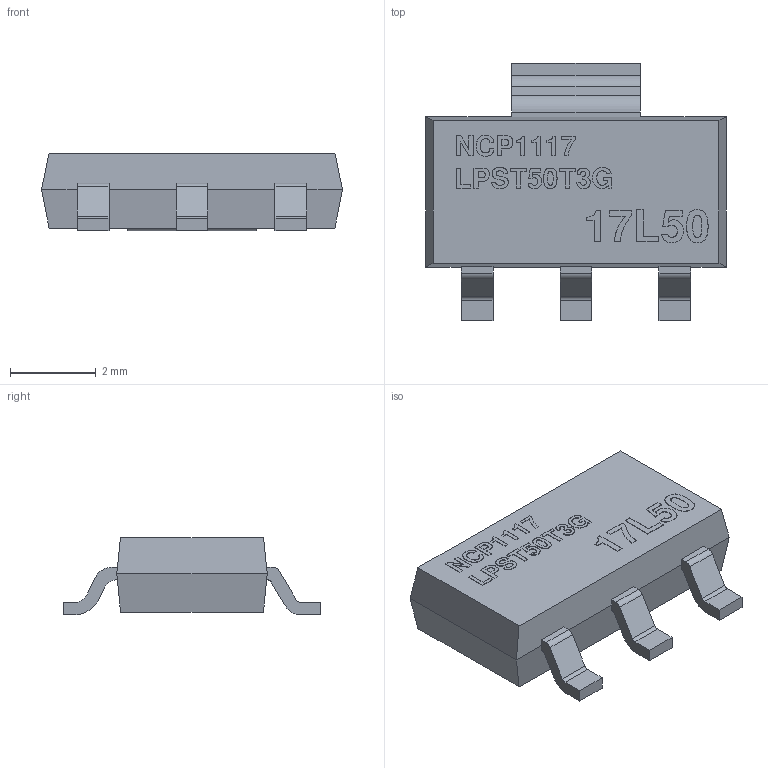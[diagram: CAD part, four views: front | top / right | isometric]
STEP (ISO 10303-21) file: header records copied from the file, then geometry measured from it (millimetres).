
FILE_DESCRIPTION(('FreeCAD Model'),'2;1');
FILE_NAME('ON_Semi_NCP1117LPST50T3G.step','2019-07-22T11:22:02',('Author'),(''), 'Open CASCADE STEP processor 7.3','FreeCAD','Unknown');
FILE_SCHEMA(('AUTOMOTIVE_DESIGN { 1 0 10303 214 1 1 1 1 }'));
Length unit declared in the file: millimetre
Products named in the file (1): NCP1117LPST50T3G
Bounding box: 7 x 6 x 1.81 mm (x, y, z)
Volume: 43 mm3; surface area: 102 mm2
Topology: 1 solids, 1 shells, 392 faces, 1091 edges, 726 vertices
Faces by surface type: extrusion 185, plane 183, cylinder 16, bspline 8
Entity records: 15458 total; most frequent: CARTESIAN_POINT 3424, ORIENTED_EDGE 2182, DIRECTION 1306, EDGE_CURVE 1091, VECTOR 842, VERTEX_POINT 726, LINE 657, B_SPLINE_CURVE_WITH_KNOTS 587
